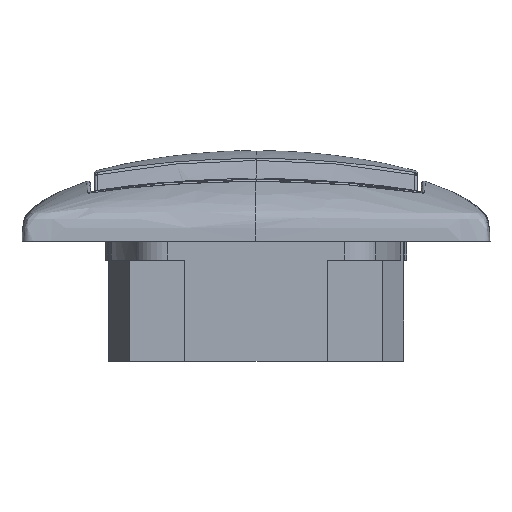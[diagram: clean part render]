
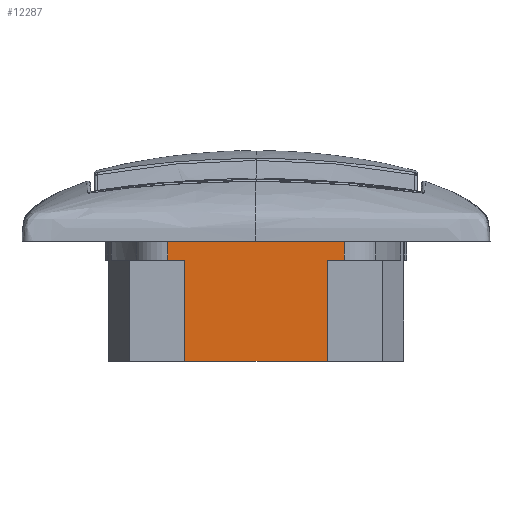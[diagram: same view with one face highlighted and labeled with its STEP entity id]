
A CAD part, left-side view. The second image highlights one B-rep face of the part: STEP entity #12287.
In plain terms, the highlighted planar face has unit normal (-1, 0, 0).
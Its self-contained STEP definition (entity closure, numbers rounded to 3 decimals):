
#12287=ADVANCED_FACE('',(#39593),#39595,.T.);
#39593=FACE_BOUND('',#39594,.T.);
#39594=EDGE_LOOP('',(#51559,#51560,#51561,#51562,#51563,#51564,#51565,#51566));
#39595=PLANE('',#39596);
#39596=AXIS2_PLACEMENT_3D('',#39597,#39598,#39599);
#39597=CARTESIAN_POINT('',(-25.7,-15.481,-5.5));
#39598=DIRECTION('',(-1.,0.,0.));
#39599=DIRECTION('',(0.,1.,0.));
#51559=ORIENTED_EDGE('',*,*,#63317,.T.);
#51560=ORIENTED_EDGE('',*,*,#63565,.T.);
#51561=ORIENTED_EDGE('',*,*,#63566,.F.);
#51562=ORIENTED_EDGE('',*,*,#63567,.T.);
#51563=ORIENTED_EDGE('',*,*,#63568,.F.);
#51564=ORIENTED_EDGE('',*,*,#63569,.F.);
#51565=ORIENTED_EDGE('',*,*,#63570,.F.);
#51566=ORIENTED_EDGE('',*,*,#63571,.F.);
#63317=EDGE_CURVE('',#70939,#65741,#70940,.T.);
#63565=EDGE_CURVE('',#65741,#71291,#71293,.T.);
#63566=EDGE_CURVE('',#71294,#71291,#71295,.T.);
#63567=EDGE_CURVE('',#71294,#71296,#71297,.T.);
#63568=EDGE_CURVE('',#71298,#71296,#71299,.T.);
#63569=EDGE_CURVE('',#71300,#71298,#71301,.T.);
#63570=EDGE_CURVE('',#71302,#71300,#71303,.T.);
#63571=EDGE_CURVE('',#70939,#71302,#71304,.T.);
#65741=VERTEX_POINT('',#78542);
#70939=VERTEX_POINT('',#112465);
#70940=LINE('',#112466,#112467);
#71291=VERTEX_POINT('',#115245);
#71293=LINE('',#115250,#115251);
#71294=VERTEX_POINT('',#115253);
#71295=LINE('',#115254,#115255);
#71296=VERTEX_POINT('',#115257);
#71297=LINE('',#115258,#115259);
#71298=VERTEX_POINT('',#115261);
#71299=LINE('',#115262,#115263);
#71300=VERTEX_POINT('',#115265);
#71301=LINE('',#115266,#115267);
#71302=VERTEX_POINT('',#115269);
#71303=LINE('',#115270,#115271);
#71304=LINE('',#115273,#115274);
#78542=CARTESIAN_POINT('',(-25.7,15.481,-6.));
#112465=CARTESIAN_POINT('',(-25.7,-15.481,-6.));
#112466=CARTESIAN_POINT('',(-25.7,-15.481,-6.));
#112467=VECTOR('',#112468,1.);
#112468=DIRECTION('',(0.,1.,0.));
#115245=CARTESIAN_POINT('',(-25.7,15.481,-9.3));
#115250=CARTESIAN_POINT('',(-25.7,15.481,-6.));
#115251=VECTOR('',#115252,1.);
#115252=DIRECTION('',(0.,0.,-1.));
#115253=CARTESIAN_POINT('',(-25.7,12.444,-9.3));
#115254=CARTESIAN_POINT('',(-25.7,12.444,-9.3));
#115255=VECTOR('',#115256,1.);
#115256=DIRECTION('',(0.,1.,0.));
#115257=CARTESIAN_POINT('',(-25.7,12.444,-27.));
#115258=CARTESIAN_POINT('',(-25.7,12.444,-9.3));
#115259=VECTOR('',#115260,1.);
#115260=DIRECTION('',(0.,0.,-1.));
#115261=CARTESIAN_POINT('',(-25.7,-12.444,-27.));
#115262=CARTESIAN_POINT('',(-25.7,-12.444,-27.));
#115263=VECTOR('',#115264,1.);
#115264=DIRECTION('',(0.,1.,0.));
#115265=CARTESIAN_POINT('',(-25.7,-12.444,-9.3));
#115266=CARTESIAN_POINT('',(-25.7,-12.444,-9.3));
#115267=VECTOR('',#115268,1.);
#115268=DIRECTION('',(0.,0.,-1.));
#115269=CARTESIAN_POINT('',(-25.7,-15.481,-9.3));
#115270=CARTESIAN_POINT('',(-25.7,-15.481,-9.3));
#115271=VECTOR('',#115272,1.);
#115272=DIRECTION('',(0.,1.,0.));
#115273=CARTESIAN_POINT('',(-25.7,-15.481,-6.));
#115274=VECTOR('',#115275,1.);
#115275=DIRECTION('',(0.,0.,-1.));
